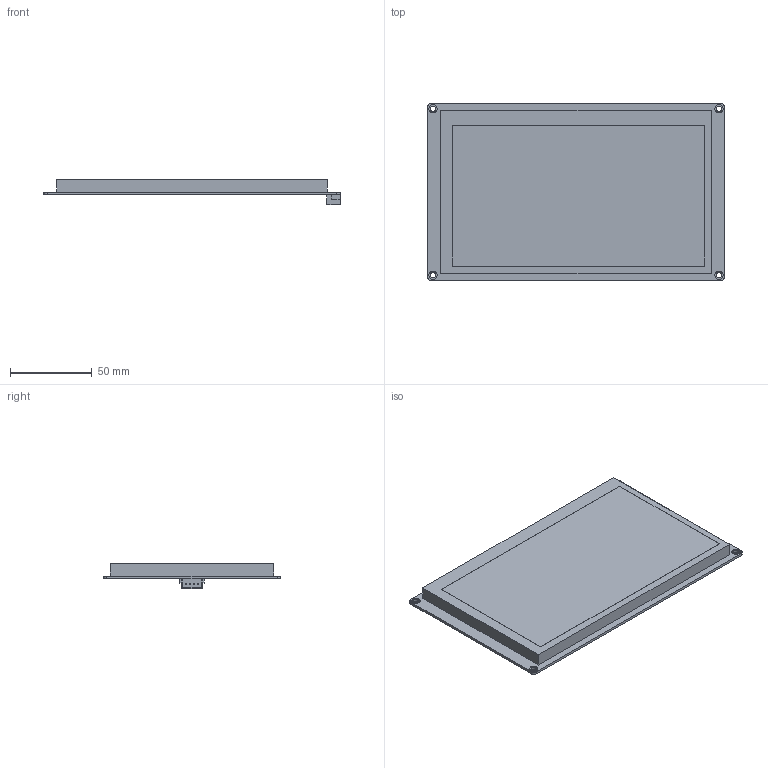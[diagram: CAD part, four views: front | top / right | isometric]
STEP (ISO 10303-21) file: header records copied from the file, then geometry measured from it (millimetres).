
FILE_DESCRIPTION (( 'STEP AP214' ), '1' );
FILE_NAME ('nextion_7inch.STEP', '2017-07-08T10:08:59', ( '' ), ( '' ), 'SwSTEP 2.0', 'SolidWorks 2016', '' );
FILE_SCHEMA (( 'AUTOMOTIVE_DESIGN' ));
Length unit declared in the file: millimetre
Products named in the file (1): nextion_7inch
Bounding box: 181 x 108 x 15.4 mm (x, y, z)
Volume: 159745.5 mm3; surface area: 44743.8 mm2
Topology: 1 solids, 1 shells, 122 faces, 292 edges, 180 vertices
Faces by surface type: plane 62, cylinder 51, sphere 6, torus 3
Entity records: 4680 total; most frequent: DIRECTION 629, CARTESIAN_POINT 601, ORIENTED_EDGE 572, EDGE_CURVE 286, AXIS2_PLACEMENT_3D 224, VECTOR 181, LINE 181, VERTEX_POINT 180
